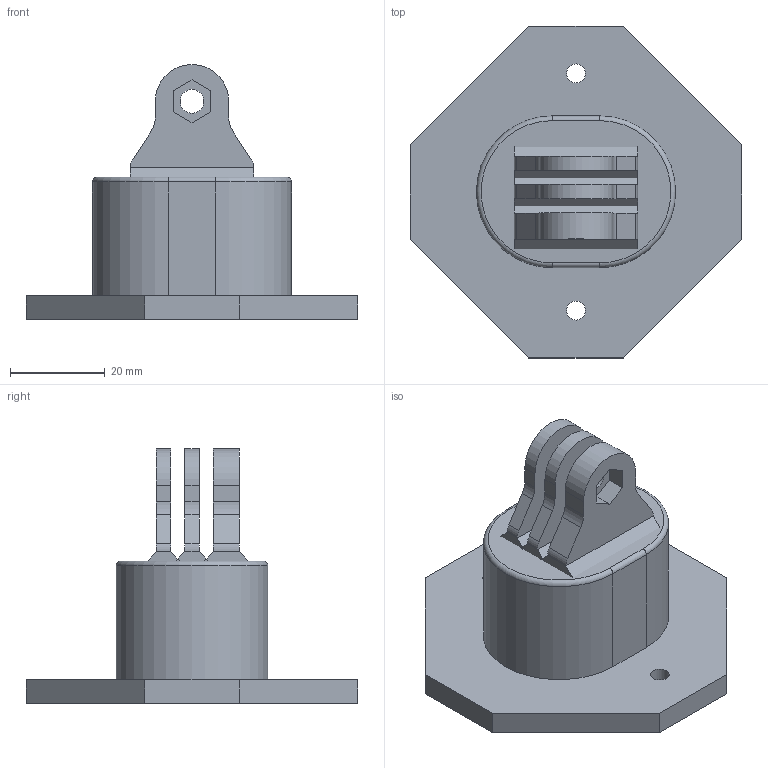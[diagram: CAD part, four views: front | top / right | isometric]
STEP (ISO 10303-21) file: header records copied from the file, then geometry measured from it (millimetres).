
FILE_DESCRIPTION(('FreeCAD Model'),'2;1');
FILE_NAME('GoProMountForwardPlate.step','2020-11-18T09:12:48',('Author'),('') ,'Open CASCADE STEP processor 7.3','FreeCAD','Unknown');
FILE_SCHEMA(('AUTOMOTIVE_DESIGN { 1 0 10303 214 1 1 1 1 }'));
Length unit declared in the file: millimetre
Products named in the file (1): GoProMountForwardPlate
Bounding box: 70 x 70 x 53.75 mm (x, y, z)
Volume: 50944.6 mm3; surface area: 14271.5 mm2
Topology: 1 solids, 1 shells, 77 faces, 227 edges, 150 vertices
Faces by surface type: plane 51, cylinder 24, torus 2
Full cylindrical faces by diameter (mm): 4 x2, 5 x3
Entity records: 5629 total; most frequent: CARTESIAN_POINT 1029, DIRECTION 869, LINE 581, VECTOR 581, ORIENTED_EDGE 454, PCURVE 454, DEFINITIONAL_REPRESENTATION 454, EDGE_CURVE 227
